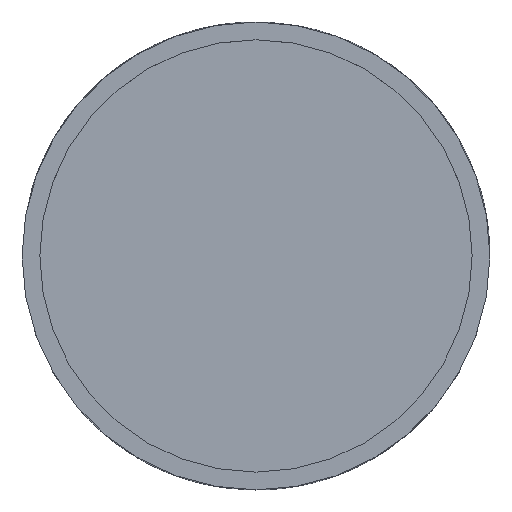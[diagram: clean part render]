
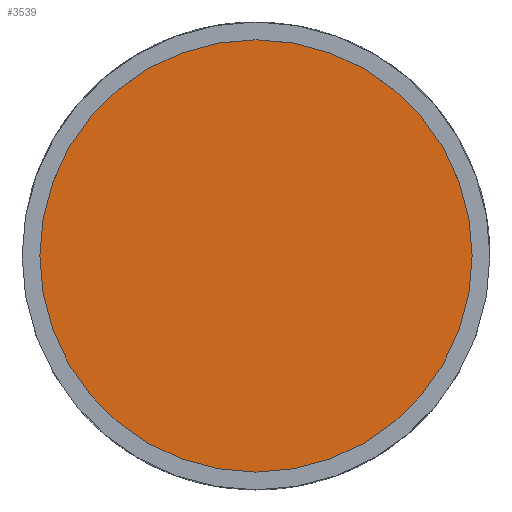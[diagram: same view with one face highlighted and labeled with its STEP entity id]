
A CAD part, top view. The second image highlights one B-rep face of the part: STEP entity #3539.
In plain terms, the highlighted planar face has unit normal (0, 0, 1).
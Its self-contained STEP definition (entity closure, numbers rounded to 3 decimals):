
#2884 = CARTESIAN_POINT ( 'NONE',  ( 11.991, -2.006, 2.13 ) ) ;
#2885 = CARTESIAN_POINT ( 'NONE',  ( -11.109, -2.006, 2.13 ) ) ;
#2886 = DIRECTION ( 'NONE',  ( 1., 0., 0. ) ) ;
#2887 = DIRECTION ( 'NONE',  ( 0., 0., 1. ) ) ;
#2888 = AXIS2_PLACEMENT_3D ( 'NONE', #2896, #2887, #2886 ) ;
#2889 = CIRCLE ( 'NONE', #2888, 11.55 ) ;
#2896 = CARTESIAN_POINT ( 'NONE',  ( 0.441, -2.006, 2.13 ) ) ;
#3539 = ADVANCED_FACE ( 'NONE', ( #6071 ), #6008, .F. ) ;
#3540 = EDGE_LOOP ( 'NONE', ( #3568, #3570 ) ) ;
#3568 = ORIENTED_EDGE ( 'NONE', *, *, #3569, .T. ) ;
#3569 = EDGE_CURVE ( 'NONE', #5534, #5533, #6046, .T. ) ;
#3570 = ORIENTED_EDGE ( 'NONE', *, *, #5532, .T. ) ;
#5532 = EDGE_CURVE ( 'NONE', #5533, #5534, #2889, .T. ) ;
#5533 = VERTEX_POINT ( 'NONE', #2885 ) ;
#5534 = VERTEX_POINT ( 'NONE', #2884 ) ;
#6008 = PLANE ( 'NONE',  #6070 ) ;
#6043 = DIRECTION ( 'NONE',  ( 1., 0., 0. ) ) ;
#6044 = DIRECTION ( 'NONE',  ( 0., 0., 1. ) ) ;
#6045 = AXIS2_PLACEMENT_3D ( 'NONE', #6050, #6044, #6043 ) ;
#6046 = CIRCLE ( 'NONE', #6045, 11.55 ) ;
#6050 = CARTESIAN_POINT ( 'NONE',  ( 0.441, -2.006, 2.13 ) ) ;
#6067 = DIRECTION ( 'NONE',  ( -1., 0., 0. ) ) ;
#6068 = DIRECTION ( 'NONE',  ( 0., 0., -1. ) ) ;
#6069 = CARTESIAN_POINT ( 'NONE',  ( 0.441, -13.556, 2.13 ) ) ;
#6070 = AXIS2_PLACEMENT_3D ( 'NONE', #6069, #6068, #6067 ) ;
#6071 = FACE_OUTER_BOUND ( 'NONE', #3540, .T. ) ;
